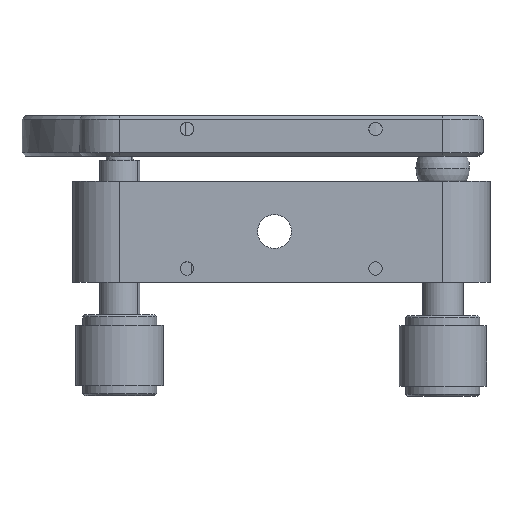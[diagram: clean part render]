
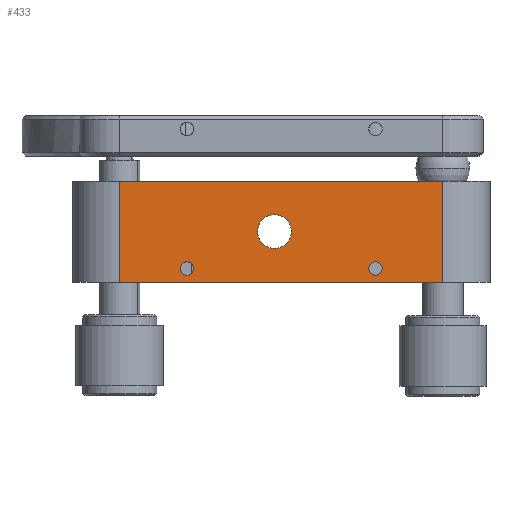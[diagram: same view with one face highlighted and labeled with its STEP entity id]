
A CAD part, front view. The second image highlights one B-rep face of the part: STEP entity #433.
In plain terms, the highlighted planar face has unit normal (0, -1, 0).
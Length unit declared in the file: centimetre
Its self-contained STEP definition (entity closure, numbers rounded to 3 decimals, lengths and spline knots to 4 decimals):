
#228 = VERTEX_POINT ( 'NONE', #3464 ) ;
#230 = VERTEX_POINT ( 'NONE', #3463 ) ;
#242 = EDGE_CURVE ( 'NONE', #230, #228, #3341, .T. ) ;
#262 = VERTEX_POINT ( 'NONE', #3353 ) ;
#264 = EDGE_CURVE ( 'NONE', #262, #277, #3351, .T. ) ;
#269 = VERTEX_POINT ( 'NONE', #3404 ) ;
#276 = EDGE_CURVE ( 'NONE', #280, #269, #3397, .T. ) ;
#277 = VERTEX_POINT ( 'NONE', #3403 ) ;
#280 = VERTEX_POINT ( 'NONE', #3394 ) ;
#310 = VERTEX_POINT ( 'NONE', #3539 ) ;
#325 = VERTEX_POINT ( 'NONE', #3315 ) ;
#341 = EDGE_CURVE ( 'NONE', #310, #325, #3489, .T. ) ;
#413 = ORIENTED_EDGE ( 'NONE', *, *, #627, .F. ) ;
#414 = ORIENTED_EDGE ( 'NONE', *, *, #549, .F. ) ;
#417 = EDGE_CURVE ( 'NONE', #545, #523, #3673, .T. ) ;
#418 = EDGE_LOOP ( 'NONE', ( #414, #583 ) ) ;
#433 = ADVANCED_FACE ( 'NONE', ( #3622, #3608, #3607, #3647 ), #3599, .F. ) ;
#519 = EDGE_LOOP ( 'NONE', ( #569, #613, #542, #570 ) ) ;
#523 = VERTEX_POINT ( 'NONE', #3833 ) ;
#535 = EDGE_LOOP ( 'NONE', ( #561, #618 ) ) ;
#542 = ORIENTED_EDGE ( 'NONE', *, *, #588, .F. ) ;
#544 = EDGE_CURVE ( 'NONE', #325, #523, #3835, .T. ) ;
#545 = VERTEX_POINT ( 'NONE', #3841 ) ;
#549 = EDGE_CURVE ( 'NONE', #277, #262, #3796, .T. ) ;
#552 = EDGE_CURVE ( 'NONE', #269, #280, #3800, .T. ) ;
#561 = ORIENTED_EDGE ( 'NONE', *, *, #552, .T. ) ;
#569 = ORIENTED_EDGE ( 'NONE', *, *, #544, .T. ) ;
#570 = ORIENTED_EDGE ( 'NONE', *, *, #341, .T. ) ;
#583 = ORIENTED_EDGE ( 'NONE', *, *, #264, .F. ) ;
#586 = EDGE_LOOP ( 'NONE', ( #413, #616 ) ) ;
#588 = EDGE_CURVE ( 'NONE', #310, #545, #3771, .T. ) ;
#613 = ORIENTED_EDGE ( 'NONE', *, *, #417, .F. ) ;
#616 = ORIENTED_EDGE ( 'NONE', *, *, #242, .F. ) ;
#618 = ORIENTED_EDGE ( 'NONE', *, *, #276, .T. ) ;
#627 = EDGE_CURVE ( 'NONE', #228, #230, #3798, .T. ) ;
#3315 = CARTESIAN_POINT ( 'NONE',  ( -3.2225, -2.944, -0.75 ) ) ;
#3341 = CIRCLE ( 'NONE', #3347, 0.1 ) ;
#3344 = DIRECTION ( 'NONE',  ( 0., 0., -1. ) ) ;
#3345 = DIRECTION ( 'NONE',  ( 0., -1., 0. ) ) ;
#3346 = CARTESIAN_POINT ( 'NONE',  ( -2.2225, -2.944, -0.55 ) ) ;
#3347 = AXIS2_PLACEMENT_3D ( 'NONE', #3346, #3345, #3344 ) ;
#3348 = DIRECTION ( 'NONE',  ( 0., 0., -1. ) ) ;
#3349 = DIRECTION ( 'NONE',  ( 0., -1., 0. ) ) ;
#3350 = AXIS2_PLACEMENT_3D ( 'NONE', #3454, #3349, #3348 ) ;
#3351 = CIRCLE ( 'NONE', #3350, 0.1 ) ;
#3353 = CARTESIAN_POINT ( 'NONE',  ( 0.5775, -2.944, -0.45 ) ) ;
#3362 = DIRECTION ( 'NONE',  ( 0., 0., 1. ) ) ;
#3363 = DIRECTION ( 'NONE',  ( 0., 1., 0. ) ) ;
#3364 = CARTESIAN_POINT ( 'NONE',  ( -0.9225, -2.944, 0. ) ) ;
#3365 = AXIS2_PLACEMENT_3D ( 'NONE', #3364, #3363, #3362 ) ;
#3394 = CARTESIAN_POINT ( 'NONE',  ( -0.9225, -2.944, -0.25 ) ) ;
#3397 = CIRCLE ( 'NONE', #3365, 0.25 ) ;
#3403 = CARTESIAN_POINT ( 'NONE',  ( 0.5775, -2.944, -0.65 ) ) ;
#3404 = CARTESIAN_POINT ( 'NONE',  ( -0.9225, -2.944, 0.25 ) ) ;
#3454 = CARTESIAN_POINT ( 'NONE',  ( 0.5775, -2.944, -0.55 ) ) ;
#3463 = CARTESIAN_POINT ( 'NONE',  ( -2.2225, -2.944, -0.45 ) ) ;
#3464 = CARTESIAN_POINT ( 'NONE',  ( -2.2225, -2.944, -0.65 ) ) ;
#3488 = CARTESIAN_POINT ( 'NONE',  ( -3.2225, -2.944, 0.75 ) ) ;
#3489 = LINE ( 'NONE', #3488, #3491 ) ;
#3490 = DIRECTION ( 'NONE',  ( 0., 0., -1. ) ) ;
#3491 = VECTOR ( 'NONE', #3490, 100. ) ;
#3539 = CARTESIAN_POINT ( 'NONE',  ( -3.2225, -2.944, 0.75 ) ) ;
#3592 = DIRECTION ( 'NONE',  ( 0., 0., 1. ) ) ;
#3593 = DIRECTION ( 'NONE',  ( 0., 1., 0. ) ) ;
#3599 = PLANE ( 'NONE',  #3641 ) ;
#3604 = DIRECTION ( 'NONE',  ( 0., 0., -1. ) ) ;
#3605 = VECTOR ( 'NONE', #3604, 100. ) ;
#3606 = CARTESIAN_POINT ( 'NONE',  ( 1.5775, -2.944, 0.75 ) ) ;
#3607 = FACE_BOUND ( 'NONE', #418, .T. ) ;
#3608 = FACE_BOUND ( 'NONE', #586, .T. ) ;
#3610 = CARTESIAN_POINT ( 'NONE',  ( 0.515, -2.944, 0.75 ) ) ;
#3622 = FACE_BOUND ( 'NONE', #535, .T. ) ;
#3641 = AXIS2_PLACEMENT_3D ( 'NONE', #3610, #3593, #3592 ) ;
#3647 = FACE_OUTER_BOUND ( 'NONE', #519, .T. ) ;
#3673 = LINE ( 'NONE', #3606, #3605 ) ;
#3770 = CARTESIAN_POINT ( 'NONE',  ( 0.515, -2.944, 0.75 ) ) ;
#3771 = LINE ( 'NONE', #3770, #3772 ) ;
#3772 = VECTOR ( 'NONE', #3774, 100. ) ;
#3773 = CARTESIAN_POINT ( 'NONE',  ( -2.2225, -2.944, -0.55 ) ) ;
#3774 = DIRECTION ( 'NONE',  ( 1., 0., 0. ) ) ;
#3791 = DIRECTION ( 'NONE',  ( 0., 0., 1. ) ) ;
#3792 = DIRECTION ( 'NONE',  ( 0., 1., 0. ) ) ;
#3793 = AXIS2_PLACEMENT_3D ( 'NONE', #3866, #3792, #3791 ) ;
#3794 = DIRECTION ( 'NONE',  ( 1., 0., 0. ) ) ;
#3795 = CARTESIAN_POINT ( 'NONE',  ( 0.515, -2.944, -0.75 ) ) ;
#3796 = CIRCLE ( 'NONE', #3858, 0.1 ) ;
#3798 = CIRCLE ( 'NONE', #3851, 0.1 ) ;
#3799 = VECTOR ( 'NONE', #3794, 100. ) ;
#3800 = CIRCLE ( 'NONE', #3793, 0.25 ) ;
#3833 = CARTESIAN_POINT ( 'NONE',  ( 1.5775, -2.944, -0.75 ) ) ;
#3835 = LINE ( 'NONE', #3795, #3799 ) ;
#3841 = CARTESIAN_POINT ( 'NONE',  ( 1.5775, -2.944, 0.75 ) ) ;
#3851 = AXIS2_PLACEMENT_3D ( 'NONE', #3773, #3953, #3958 ) ;
#3858 = AXIS2_PLACEMENT_3D ( 'NONE', #3863, #3862, #3861 ) ;
#3861 = DIRECTION ( 'NONE',  ( 0., 0., -1. ) ) ;
#3862 = DIRECTION ( 'NONE',  ( 0., -1., 0. ) ) ;
#3863 = CARTESIAN_POINT ( 'NONE',  ( 0.5775, -2.944, -0.55 ) ) ;
#3866 = CARTESIAN_POINT ( 'NONE',  ( -0.9225, -2.944, 0. ) ) ;
#3953 = DIRECTION ( 'NONE',  ( 0., -1., 0. ) ) ;
#3958 = DIRECTION ( 'NONE',  ( 0., 0., -1. ) ) ;
